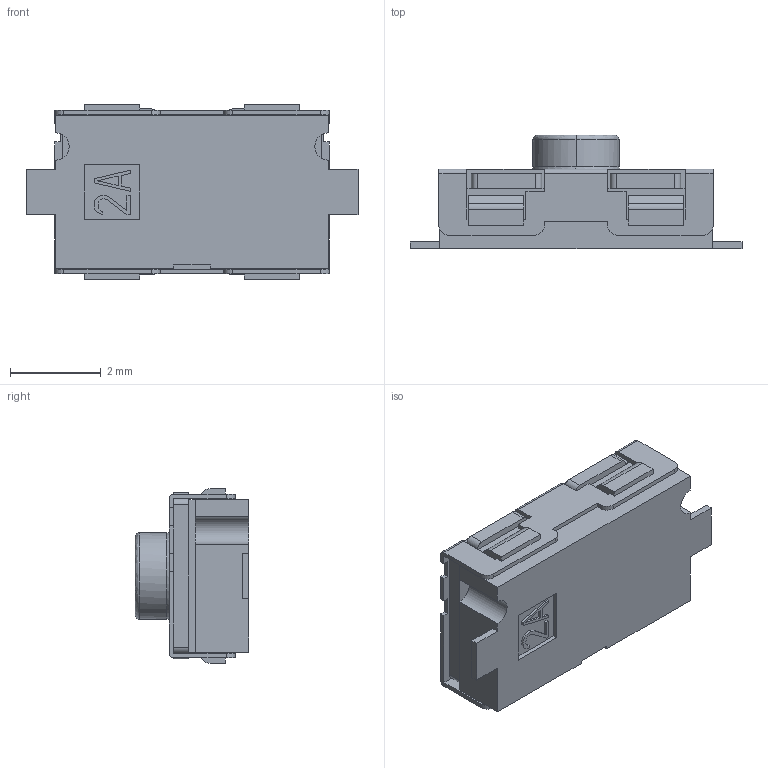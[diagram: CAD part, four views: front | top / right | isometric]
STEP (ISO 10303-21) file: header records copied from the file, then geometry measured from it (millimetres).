
FILE_DESCRIPTION (( 'STEP AP214' ), '1' );
FILE_NAME ('KSR251GLFS.STEP', '2018-10-22T02:11:56', ( '' ), ( '' ), 'SwSTEP 2.0', 'SolidWorks 2017', '' );
FILE_SCHEMA (( 'AUTOMOTIVE_DESIGN' ));
Length unit declared in the file: millimetre
Products named in the file (1): KSR251GLFS
Bounding box: 7.3 x 2.5 x 3.84 mm (x, y, z)
Volume: 37.8 mm3; surface area: 111.1 mm2
Topology: 1 solids, 1 shells, 208 faces, 618 edges, 406 vertices
Faces by surface type: plane 168, cylinder 36, bspline 4
Entity records: 9307 total; most frequent: CARTESIAN_POINT 1392, ORIENTED_EDGE 1236, DIRECTION 1075, EDGE_CURVE 618, VECTOR 505, LINE 505, VERTEX_POINT 406, AXIS2_PLACEMENT_3D 285
